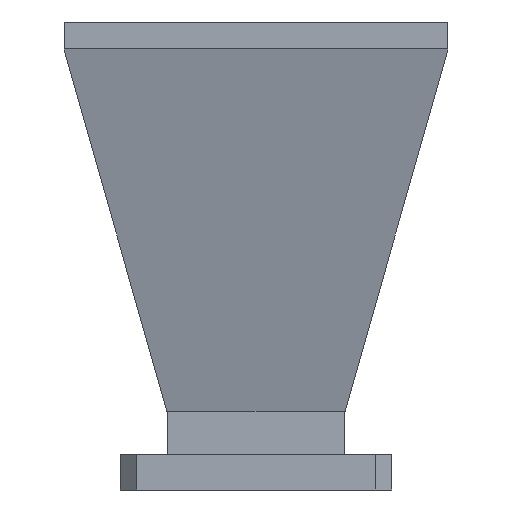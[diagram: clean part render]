
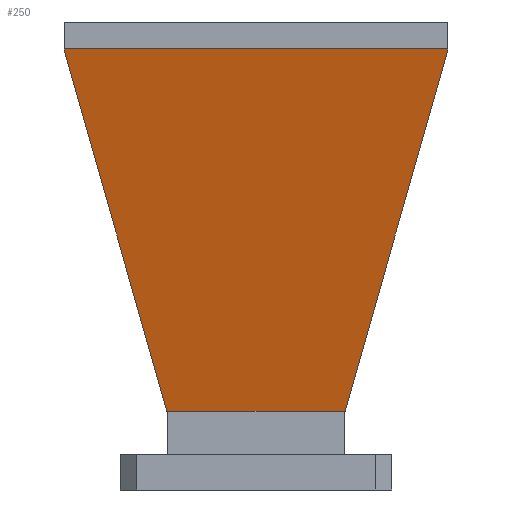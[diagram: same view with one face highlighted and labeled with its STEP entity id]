
A CAD part, left-side view. The second image highlights one B-rep face of the part: STEP entity #250.
In plain terms, the highlighted planar face has unit normal (-0.972, 0, -0.235).
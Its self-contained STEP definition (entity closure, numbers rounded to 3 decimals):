
#9 = LINE ( 'NONE', #1224, #972 ) ;
#20 = DIRECTION ( 'NONE',  ( -0.972, 0., -0.235 ) ) ;
#47 = DIRECTION ( 'NONE',  ( -0.226, -0.267, 0.937 ) ) ;
#69 = AXIS2_PLACEMENT_3D ( 'NONE', #1013, #20, #556 ) ;
#102 = VERTEX_POINT ( 'NONE', #408 ) ;
#108 = VERTEX_POINT ( 'NONE', #1293 ) ;
#185 = CARTESIAN_POINT ( 'NONE',  ( -6.95, 10.917, 49.643 ) ) ;
#205 = VECTOR ( 'NONE', #754, 1000. ) ;
#221 = DIRECTION ( 'NONE',  ( 0., -1., 0. ) ) ;
#226 = PLANE ( 'NONE',  #69 ) ;
#250 = ADVANCED_FACE ( 'NONE', ( #1131 ), #226, .T. ) ;
#262 = CARTESIAN_POINT ( 'NONE',  ( -6.95, -10.917, 49.643 ) ) ;
#304 = CARTESIAN_POINT ( 'NONE',  ( -17.642, 23.527, 93.888 ) ) ;
#328 = EDGE_LOOP ( 'NONE', ( #925, #1154, #1114, #1268, #1325, #746 ) ) ;
#408 = CARTESIAN_POINT ( 'NONE',  ( -17.642, 23.527, 93.888 ) ) ;
#468 = EDGE_CURVE ( 'NONE', #102, #902, #1077, .T. ) ;
#470 = VERTEX_POINT ( 'NONE', #1002 ) ;
#476 = LINE ( 'NONE', #1337, #881 ) ;
#484 = EDGE_CURVE ( 'NONE', #902, #108, #9, .T. ) ;
#514 = VECTOR ( 'NONE', #1391, 1000. ) ;
#552 = VECTOR ( 'NONE', #47, 1000. ) ;
#554 = EDGE_CURVE ( 'NONE', #1409, #102, #476, .T. ) ;
#556 = DIRECTION ( 'NONE',  ( -0.235, 0., 0.972 ) ) ;
#559 = CARTESIAN_POINT ( 'NONE',  ( -17.69, 23.527, 94.086 ) ) ;
#624 = LINE ( 'NONE', #698, #514 ) ;
#634 = EDGE_CURVE ( 'NONE', #669, #470, #638, .T. ) ;
#638 = LINE ( 'NONE', #727, #205 ) ;
#669 = VERTEX_POINT ( 'NONE', #1069 ) ;
#691 = EDGE_CURVE ( 'NONE', #470, #1409, #624, .T. ) ;
#698 = CARTESIAN_POINT ( 'NONE',  ( -17.69, 0., 94.086 ) ) ;
#727 = CARTESIAN_POINT ( 'NONE',  ( -17.642, -23.527, 93.888 ) ) ;
#746 = ORIENTED_EDGE ( 'NONE', *, *, #484, .T. ) ;
#754 = DIRECTION ( 'NONE',  ( -0.235, 0., 0.972 ) ) ;
#881 = VECTOR ( 'NONE', #1219, 1000. ) ;
#902 = VERTEX_POINT ( 'NONE', #185 ) ;
#925 = ORIENTED_EDGE ( 'NONE', *, *, #1421, .T. ) ;
#934 = LINE ( 'NONE', #262, #552 ) ;
#972 = VECTOR ( 'NONE', #221, 1000. ) ;
#1002 = CARTESIAN_POINT ( 'NONE',  ( -17.69, -23.527, 94.086 ) ) ;
#1013 = CARTESIAN_POINT ( 'NONE',  ( -12.593, 0., 72.993 ) ) ;
#1069 = CARTESIAN_POINT ( 'NONE',  ( -17.642, -23.527, 93.888 ) ) ;
#1077 = LINE ( 'NONE', #304, #1386 ) ;
#1082 = DIRECTION ( 'NONE',  ( 0.226, -0.267, -0.937 ) ) ;
#1114 = ORIENTED_EDGE ( 'NONE', *, *, #691, .T. ) ;
#1131 = FACE_OUTER_BOUND ( 'NONE', #328, .T. ) ;
#1154 = ORIENTED_EDGE ( 'NONE', *, *, #634, .T. ) ;
#1219 = DIRECTION ( 'NONE',  ( 0.235, 0., -0.972 ) ) ;
#1224 = CARTESIAN_POINT ( 'NONE',  ( -6.95, 0., 49.643 ) ) ;
#1268 = ORIENTED_EDGE ( 'NONE', *, *, #554, .T. ) ;
#1293 = CARTESIAN_POINT ( 'NONE',  ( -6.95, -10.917, 49.643 ) ) ;
#1325 = ORIENTED_EDGE ( 'NONE', *, *, #468, .T. ) ;
#1337 = CARTESIAN_POINT ( 'NONE',  ( -17.69, 23.527, 94.086 ) ) ;
#1386 = VECTOR ( 'NONE', #1082, 1000. ) ;
#1391 = DIRECTION ( 'NONE',  ( 0., 1., 0. ) ) ;
#1409 = VERTEX_POINT ( 'NONE', #559 ) ;
#1421 = EDGE_CURVE ( 'NONE', #108, #669, #934, .T. ) ;
